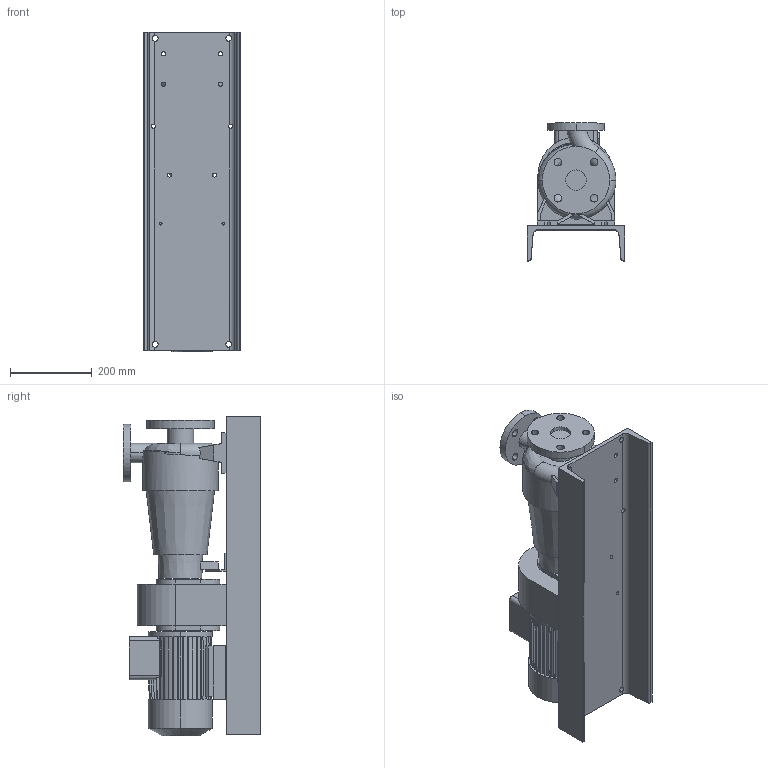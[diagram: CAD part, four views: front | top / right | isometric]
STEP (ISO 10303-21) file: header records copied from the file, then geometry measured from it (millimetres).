
FILE_DESCRIPTION (( 'STEP AP203' ), '1' );
FILE_NAME ('10018071swa00.step', '2023-07-07T12:23:17', ( '' ), ( '' ), 'SwSTEP 2.0', 'SolidWorks 2020', '' );
FILE_SCHEMA (( 'CONFIG_CONTROL_DESIGN' ));
Length unit declared in the file: millimetre
Products named in the file (5): 10018071swa00; 10018072swp00_80; 10017783swp00_32-125; 10012573swp00_30; 10018097swp00_MCG 05 N 32-125 80
Assembly tree (4 placements, depth 2):
  10018071swa00
    10017783swp00_32-125
    10018097swp00_MCG 05 N 32-125 80
    10018072swp00_80
    10012573swp00_30
Bounding box: 240 x 337 x 783 mm (x, y, z)
Volume: 20328590.5 mm3; surface area: 1504588.5 mm2
Topology: 10 solids, 10 shells, 564 faces, 1603 edges, 1066 vertices
Faces by surface type: plane 393, cylinder 152, cone 9, torus 8, bspline 2
Entity records: 20358 total; most frequent: CARTESIAN_POINT 4861, ORIENTED_EDGE 3206, DIRECTION 3002, EDGE_CURVE 1603, VECTOR 1194, LINE 1194, VERTEX_POINT 1066, AXIS2_PLACEMENT_3D 904
